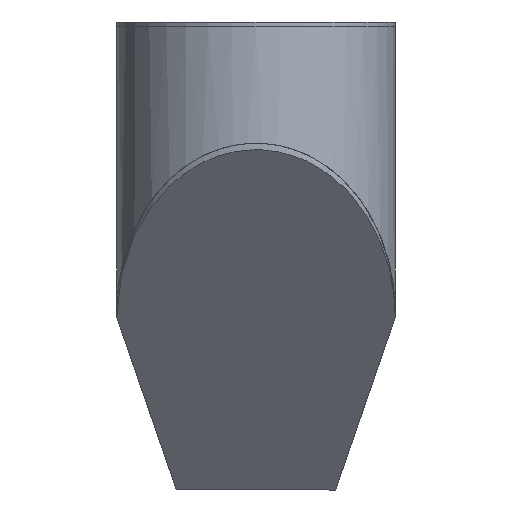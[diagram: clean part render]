
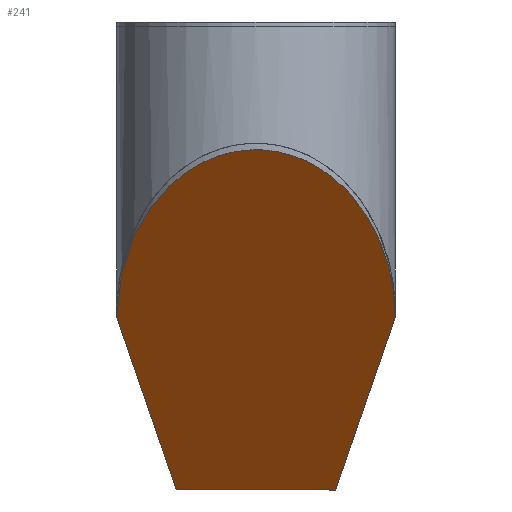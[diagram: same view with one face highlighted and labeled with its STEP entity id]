
A CAD part, front view. The second image highlights one B-rep face of the part: STEP entity #241.
In plain terms, the highlighted planar face has unit normal (0, -0.77, -0.638).
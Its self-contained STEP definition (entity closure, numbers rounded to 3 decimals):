
#146=ELLIPSE('',#1329,78.329,50.);
#241=ADVANCED_FACE('',(#357),#303,.F.);
#303=PLANE('',#1332);
#357=FACE_OUTER_BOUND('',#421,.T.);
#421=EDGE_LOOP('',(#567,#568,#569,#570));
#567=ORIENTED_EDGE('',*,*,#938,.F.);
#568=ORIENTED_EDGE('',*,*,#937,.T.);
#569=ORIENTED_EDGE('',*,*,#934,.F.);
#570=ORIENTED_EDGE('',*,*,#932,.F.);
#811=VERTEX_POINT('',#1834);
#812=VERTEX_POINT('',#1836);
#813=VERTEX_POINT('',#1840);
#814=VERTEX_POINT('',#1844);
#932=EDGE_CURVE('',#811,#812,#1085,.T.);
#934=EDGE_CURVE('',#812,#813,#146,.T.);
#937=EDGE_CURVE('',#814,#813,#1089,.T.);
#938=EDGE_CURVE('',#814,#811,#1090,.T.);
#1085=LINE('',#1835,#1215);
#1089=LINE('',#1845,#1219);
#1090=LINE('',#1847,#1220);
#1215=VECTOR('',#1499,1.);
#1219=VECTOR('',#1509,1.);
#1220=VECTOR('',#1512,1.);
#1329=AXIS2_PLACEMENT_3D('',#1839,#1503,#1504);
#1332=AXIS2_PLACEMENT_3D('',#1848,#1513,#1514);
#1499=DIRECTION('',(-0.257,-0.617,0.744));
#1503=DIRECTION('',(0.,0.77,0.638));
#1504=DIRECTION('',(0.,0.638,-0.77));
#1509=DIRECTION('',(0.257,-0.617,0.744));
#1512=DIRECTION('',(-1.,0.,0.));
#1513=DIRECTION('',(0.,0.77,0.638));
#1514=DIRECTION('',(0.,-0.638,0.77));
#1834=CARTESIAN_POINT('',(-28.627,101.295,0.85));
#1835=CARTESIAN_POINT('',(-122.449,-123.877,272.382));
#1836=CARTESIAN_POINT('',(-50.,50.,62.706));
#1839=CARTESIAN_POINT('',(0.,50.,62.706));
#1840=CARTESIAN_POINT('',(50.,50.,62.706));
#1844=CARTESIAN_POINT('',(28.627,101.295,0.85));
#1845=CARTESIAN_POINT('',(122.449,-123.877,272.382));
#1847=CARTESIAN_POINT('',(100.,101.295,0.85));
#1848=CARTESIAN_POINT('',(500.,0.,123.));
